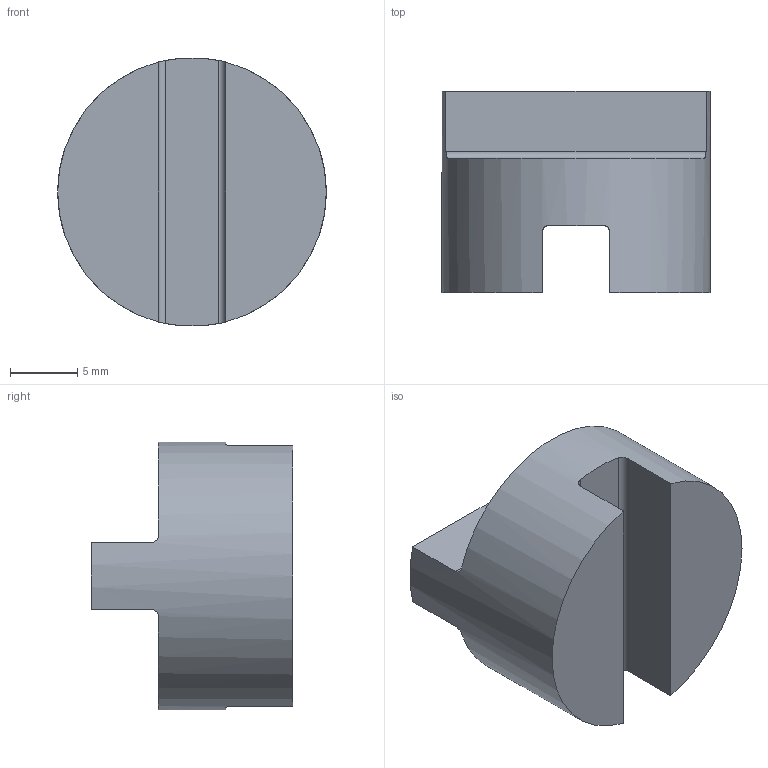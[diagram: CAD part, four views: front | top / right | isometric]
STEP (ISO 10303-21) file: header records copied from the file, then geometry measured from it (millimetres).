
FILE_DESCRIPTION(('FreeCAD Model'),'2;1');
FILE_NAME('Open CASCADE Shape Model','2023-09-20T17:42:00',('Author'),( ''),'Open CASCADE STEP processor 7.6','FreeCAD','Unknown');
FILE_SCHEMA(('AUTOMOTIVE_DESIGN { 1 0 10303 214 1 1 1 1 }'));
Length unit declared in the file: millimetre
Products named in the file (1): Body
Bounding box: 20 x 15 x 19.95 mm (x, y, z)
Volume: 3145.7 mm3; surface area: 1627.8 mm2
Topology: 1 solids, 1 shells, 15 faces, 39 edges, 26 vertices
Faces by surface type: plane 10, cylinder 5
Full cylindrical faces by diameter (mm): 20 x1
Entity records: 551 total; most frequent: CARTESIAN_POINT 163, ORIENTED_EDGE 78, DIRECTION 73, EDGE_CURVE 39, AXIS2_PLACEMENT_3D 26, VERTEX_POINT 26, LINE 21, VECTOR 21
